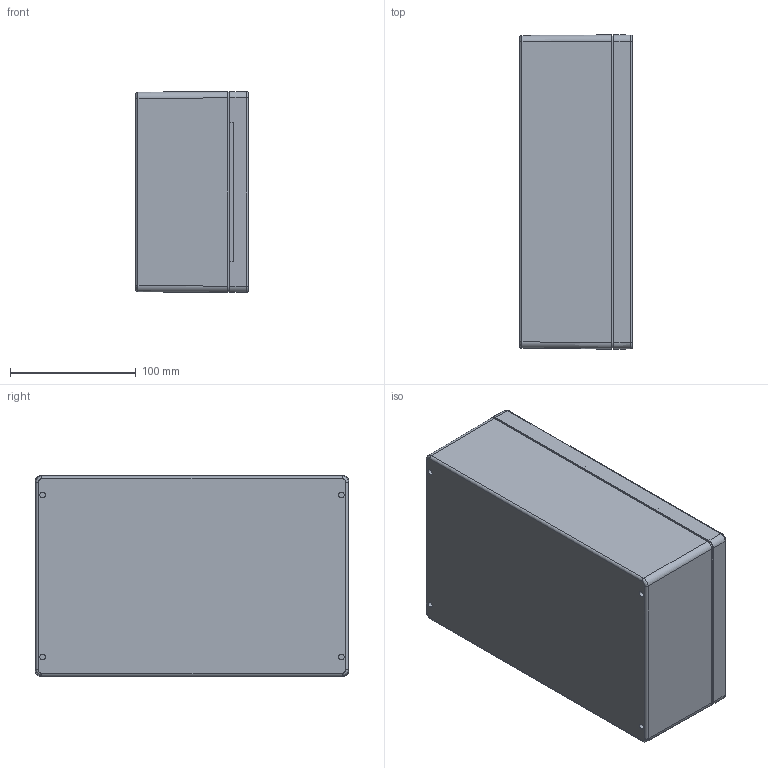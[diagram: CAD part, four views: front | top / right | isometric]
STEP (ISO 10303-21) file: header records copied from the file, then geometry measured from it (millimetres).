
FILE_DESCRIPTION(/* description */ ('ABS-Gehäuse'),/* implementation_level */ '2;1');
FILE_NAME(/* name */ '01251609010-RST.stp',/* time_stamp */ '2021-09-02T13:37:37+02:00',/* author */ ('sl'),/* organization */ (''),/* preprocessor_version */ 'ST-DEVELOPER v16.5',/* originating_system */ 'Autodesk Inventor 2017',/* authorisation */ '');
FILE_SCHEMA (('AUTOMOTIVE_DESIGN { 1 0 10303 214 3 1 1 }'));
Length unit declared in the file: millimetre
Products named in the file (4): 01_251609_010; SHR Z M4x24x10 ÄHNL_DIN EN ISO 7045 OG_3Dsym; Deckel-ABS-Gehäuse-28-BT-0002-01_241609_010; UT-ABS-Gehäuse-28-BT-0001-01_241609_010
Assembly tree (8 placements, depth 2):
  01_251609_010
    SHR Z M4x24x10 ÄHNL_DIN EN ISO 7045 OG_3Dsym  x6
    Deckel-ABS-Gehäuse-28-BT-0002-01_241609_010
    UT-ABS-Gehäuse-28-BT-0001-01_241609_010
Bounding box: 90 x 250 x 160 mm (x, y, z)
Volume: 511482.7 mm3; surface area: 321822 mm2
Topology: 8 solids, 8 shells, 656 faces, 1546 edges, 968 vertices
Faces by surface type: plane 256, cylinder 212, torus 92, cone 80, bspline 16
Full cylindrical faces by diameter (mm): 2 x2, 2.87 x6, 4 x20, 4.2 x6, 4.5 x4, 5 x6, 7 x6, 7.4 x6, 7.8 x4
Entity records: 14768 total; most frequent: CARTESIAN_POINT 2881, DIRECTION 2688, ORIENTED_EDGE 2168, AXIS2_PLACEMENT_3D 1091, EDGE_CURVE 1084, VERTEX_POINT 733, EDGE_LOOP 695, CIRCLE 532
